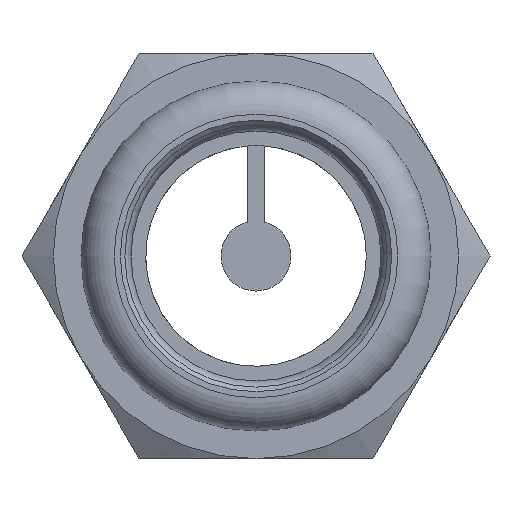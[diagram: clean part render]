
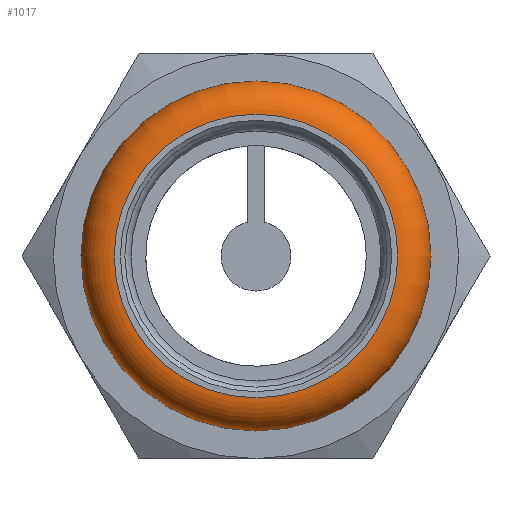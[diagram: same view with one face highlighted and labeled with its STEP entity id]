
A CAD part, left-side view. The second image highlights one B-rep face of the part: STEP entity #1017.
In plain terms, the highlighted toroidal (fillet/blend) face has major radius 12.6 mm and minor radius 2.95 mm.
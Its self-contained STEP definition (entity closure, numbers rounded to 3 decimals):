
#117=TOROIDAL_SURFACE($,#1120,12.6,2.95);
#133=FACE_BOUND($,#341,.T.);
#169=CIRCLE($,#1102,12.6);
#177=CIRCLE($,#1119,14.574);
#252=FACE_OUTER_BOUND($,#340,.T.);
#340=EDGE_LOOP($,(#732));
#341=EDGE_LOOP($,(#733));
#476=VERTEX_POINT($,#1588);
#484=VERTEX_POINT($,#1613);
#570=EDGE_CURVE($,#476,#476,#169,.T.);
#578=EDGE_CURVE($,#484,#484,#177,.T.);
#732=ORIENTED_EDGE($,*,*,#570,.F.);
#733=ORIENTED_EDGE($,*,*,#578,.T.);
#1017=ADVANCED_FACE($,(#252,#133),#117,.T.);
#1102=AXIS2_PLACEMENT_3D($,#1589,#1278,#1279);
#1119=AXIS2_PLACEMENT_3D($,#1614,#1312,#1313);
#1120=AXIS2_PLACEMENT_3D($,#1615,#1314,#1315);
#1278=DIRECTION('center_axis',(1.,0.,0.));
#1279=DIRECTION('ref_axis',(0.,1.,0.));
#1312=DIRECTION('center_axis',(1.,0.,0.));
#1313=DIRECTION('ref_axis',(0.,1.,0.));
#1314=DIRECTION('center_axis',(1.,0.,0.));
#1315=DIRECTION('ref_axis',(0.,0.,-1.));
#1588=CARTESIAN_POINT('',(0.,12.6,0.));
#1589=CARTESIAN_POINT('Origin',(0.,0.,0.));
#1613=CARTESIAN_POINT('',(-5.142,14.574,0.));
#1614=CARTESIAN_POINT('Origin',(-5.142,0.,0.));
#1615=CARTESIAN_POINT('Origin',(-2.95,0.,0.));
